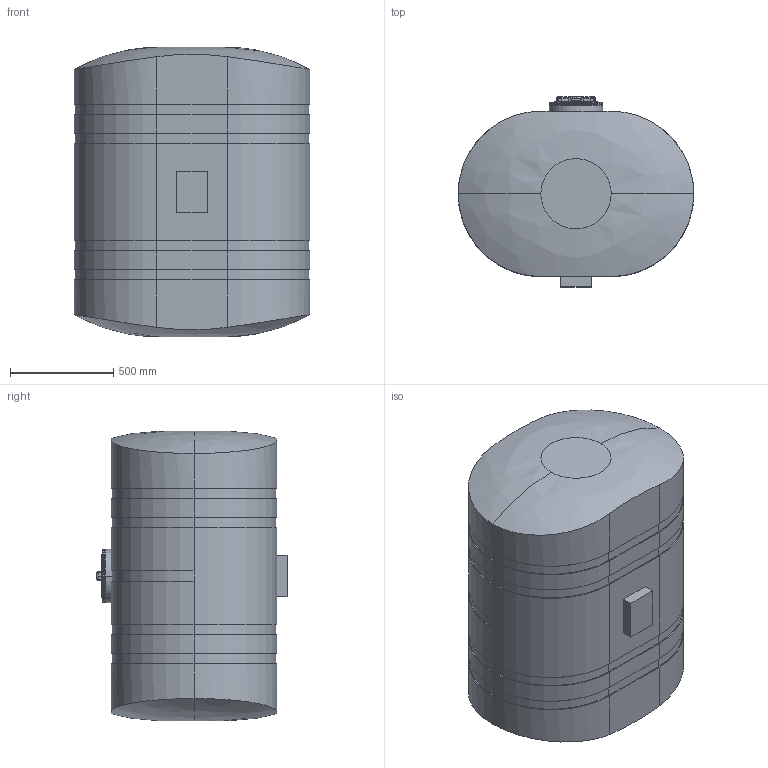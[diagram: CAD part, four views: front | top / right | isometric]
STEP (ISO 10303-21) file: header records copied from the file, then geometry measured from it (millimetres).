
FILE_DESCRIPTION (( 'STEP AP214' ), '1' );
FILE_NAME ('TANQUE ELIPTICO DE 1000 LITROS HORIZONTAL TAMPA 220mm.STEP', '2019-02-11T18:58:26', ( '' ), ( '' ), 'SwSTEP 2.0', 'SolidWorks 2016', '' );
FILE_SCHEMA (( 'AUTOMOTIVE_DESIGN' ));
Length unit declared in the file: millimetre
Products named in the file (9): TAMPA_1; TANQUE ELIPTICO DE 1000 LITROS HORIZONTAL_1; ARO_1; SUSPIRO_1; ANEL DE BORRACHA DO ARO_1; PENEIRA_1; TANQUE ELIPTICO DE 1000 LITROS HORIZONTAL TAMPA 220mm; kit-peneira_KIT ARO TAMPA ANEL DE BORRACHA E PENEIRA MODELO_1
Assembly tree (8 placements, depth 4):
  TANQUE ELIPTICO DE 1000 LITROS HORIZONTAL TAMPA 220mm
    TANQUE ELIPTICO DE 1000 LITROS HORIZONTAL_1
    kit-peneira_KIT ARO TAMPA ANEL DE BORRACHA E PENEIRA MODELO_1
      PENEIRA_1
      ARO_1
      ANEL DE BORRACHA DO ARO_1
      TAMPA_1
        SUSPIRO_1
        TAMPA_1
Bounding box: 1140 x 919.43 x 1400 mm (x, y, z)
Volume: 1037942946.9 mm3; surface area: 6381653.9 mm2
Topology: 7 solids, 7 shells, 4573 faces, 22819 edges, 15163 vertices
Faces by surface type: cone 3368, plane 814, cylinder 241, sphere 86, torus 35, bspline 29
Entity records: 289494 total; most frequent: CARTESIAN_POINT 47393, ORIENTED_EDGE 45614, DIRECTION 39030, EDGE_CURVE 22807, VECTOR 15242, LINE 15242, VERTEX_POINT 15165, AXIS2_PLACEMENT_3D 11894
